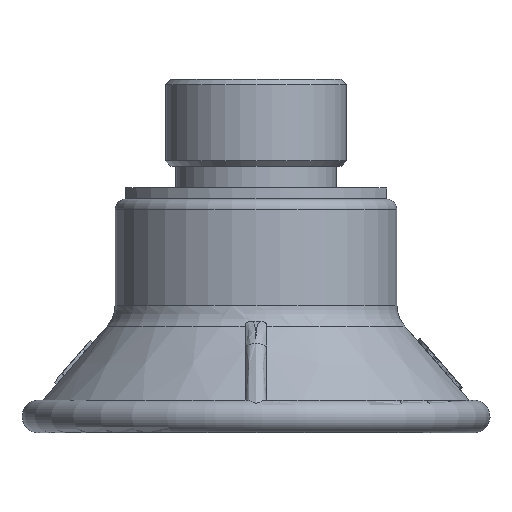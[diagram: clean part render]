
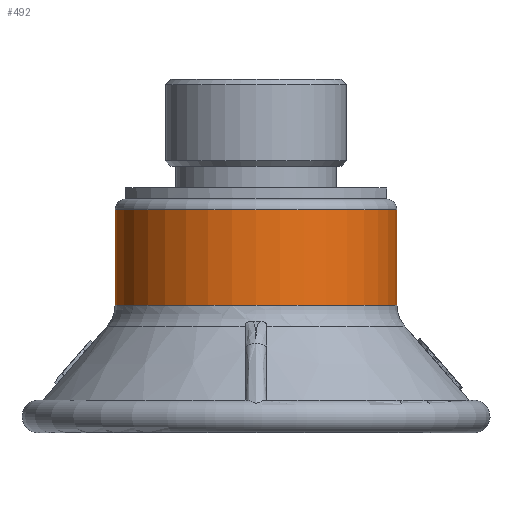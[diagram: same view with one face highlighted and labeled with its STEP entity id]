
A CAD part, left-side view. The second image highlights one B-rep face of the part: STEP entity #492.
In plain terms, the highlighted cylindrical face has radius 12.953 mm (diameter 25.905 mm), a partial arc.
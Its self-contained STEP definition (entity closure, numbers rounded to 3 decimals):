
#492 = ADVANCED_FACE( '', ( #1294 ), #1295, .T. );
#1294 = FACE_OUTER_BOUND( '', #2542, .T. );
#1295 = CYLINDRICAL_SURFACE( '', #2543, 12.953 );
#2542 = EDGE_LOOP( '', ( #4253, #4254, #4255, #4256 ) );
#2543 = AXIS2_PLACEMENT_3D( '', #4257, #4258, #4259 );
#4253 = ORIENTED_EDGE( '', *, *, #7981, .T. );
#4254 = ORIENTED_EDGE( '', *, *, #7813, .T. );
#4255 = ORIENTED_EDGE( '', *, *, #7982, .F. );
#4256 = ORIENTED_EDGE( '', *, *, #7983, .T. );
#4257 = CARTESIAN_POINT( '', ( -35., 0., 0. ) );
#4258 = DIRECTION( '', ( 0., 0., -1. ) );
#4259 = DIRECTION( '', ( 1., 0., 0. ) );
#7813 = EDGE_CURVE( '', #9199, #9204, #9206, .T. );
#7981 = EDGE_CURVE( '', #9505, #9199, #9506, .F. );
#7982 = EDGE_CURVE( '', #9507, #9204, #9508, .F. );
#7983 = EDGE_CURVE( '', #9507, #9505, #9509, .T. );
#9199 = VERTEX_POINT( '', #11501 );
#9204 = VERTEX_POINT( '', #11506 );
#9206 = CIRCLE( '', #11508, 12.953 );
#9505 = VERTEX_POINT( '', #12244 );
#9506 = LINE( '', #12245, #12246 );
#9507 = VERTEX_POINT( '', #12247 );
#9508 = LINE( '', #12248, #12249 );
#9509 = CIRCLE( '', #12250, 12.953 );
#11501 = CARTESIAN_POINT( '', ( -35., -12.953, 20.497 ) );
#11506 = CARTESIAN_POINT( '', ( -35., 12.953, 20.497 ) );
#11508 = AXIS2_PLACEMENT_3D( '', #15892, #15893, #15894 );
#12244 = CARTESIAN_POINT( '', ( -35., -12.953, 11.743 ) );
#12245 = CARTESIAN_POINT( '', ( -35., -12.953, 10.622 ) );
#12246 = VECTOR( '', #16125, 1000. );
#12247 = CARTESIAN_POINT( '', ( -35., 12.953, 11.743 ) );
#12248 = CARTESIAN_POINT( '', ( -35., 12.953, 10.622 ) );
#12249 = VECTOR( '', #16126, 1000. );
#12250 = AXIS2_PLACEMENT_3D( '', #16127, #16128, #16129 );
#15892 = CARTESIAN_POINT( '', ( -35., 0., 20.497 ) );
#15893 = DIRECTION( '', ( 0., 0., -1. ) );
#15894 = DIRECTION( '', ( -1., 0., 0. ) );
#16125 = DIRECTION( '', ( 0., 0., -1. ) );
#16126 = DIRECTION( '', ( 0., 0., -1. ) );
#16127 = CARTESIAN_POINT( '', ( -35., 0., 11.743 ) );
#16128 = DIRECTION( '', ( 0., 0., 1. ) );
#16129 = DIRECTION( '', ( 1., 0., 0. ) );
